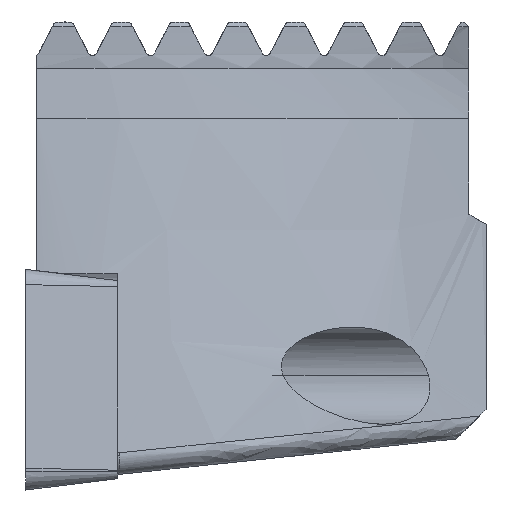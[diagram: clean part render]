
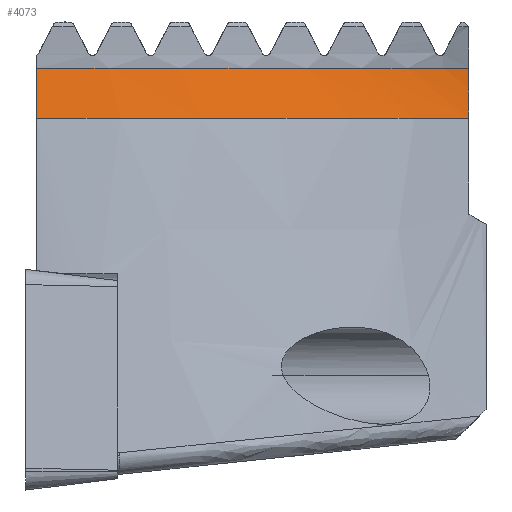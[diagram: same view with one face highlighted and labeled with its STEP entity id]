
A CAD part, left-side view. The second image highlights one B-rep face of the part: STEP entity #4073.
In plain terms, the highlighted conical face has half-angle 60 degrees and reference radius 19.5 mm.
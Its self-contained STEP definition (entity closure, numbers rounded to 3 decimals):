
#1863=VERTEX_POINT('NONE',#4892);
#2121=EDGE_CURVE('NONE',#4463,#4353,#5169,.F.);
#2767=EDGE_CURVE('NONE',#1863,#4463,#5860,.T.);
#3097=VERTEX_POINT('NONE',#6230);
#3253=EDGE_CURVE('NONE',#3097,#1863,#6398,.F.);
#3383=EDGE_CURVE('NONE',#3097,#4353,#6539,.T.);
#4073=ADVANCED_FACE('NONE',(#7297),#7298,.T.);
#4353=VERTEX_POINT('NONE',#7601);
#4463=VERTEX_POINT('NONE',#7728);
#4892=CARTESIAN_POINT('',(12.764,-19.12,16.039));
#5169=(B_SPLINE_CURVE(2,(#9295,#9296,#9297),.UNSPECIFIED.,.F.,.F.)B_SPLINE_CURVE_WITH_KNOTS((3,3),(2.897,7.188),.UNSPECIFIED.)RATIONAL_B_SPLINE_CURVE((1.008,1.011,1.007))BOUNDED_CURVE()REPRESENTATION_ITEM('')GEOMETRIC_REPRESENTATION_ITEM()CURVE());
#5860=CIRCLE('',#10790,23.243);
#6230=CARTESIAN_POINT('',(21.144,-19.12,18.2));
#6398=(B_SPLINE_CURVE(2,(#12264,#12265,#12266),.UNSPECIFIED.,.F.,.F.)B_SPLINE_CURVE_WITH_KNOTS((3,3),(2.797,11.268),.UNSPECIFIED.)RATIONAL_B_SPLINE_CURVE((1.052,1.124,1.155))BOUNDED_CURVE()REPRESENTATION_ITEM('')GEOMETRIC_REPRESENTATION_ITEM()CURVE());
#6539=CIRCLE('',#12688,19.5);
#7297=FACE_OUTER_BOUND('',#15832,.T.);
#7298=CONICAL_SURFACE('',#15833,19.5,1.047);
#7601=CARTESIAN_POINT('',(7.,-0.47,18.2));
#7728=CARTESIAN_POINT('',(3.257,-0.47,16.039));
#9295=CARTESIAN_POINT('',(7.,-0.47,18.2));
#9296=CARTESIAN_POINT('',(5.293,-0.47,17.214));
#9297=CARTESIAN_POINT('',(3.257,-0.47,16.039));
#10790=AXIS2_PLACEMENT_3D('',#18367,#18368,#18369);
#12264=CARTESIAN_POINT('',(12.764,-19.12,16.039));
#12265=CARTESIAN_POINT('',(17.321,-19.12,17.594));
#12266=CARTESIAN_POINT('',(21.144,-19.12,18.2));
#12688=AXIS2_PLACEMENT_3D('',#19113,#19114,#19115);
#15832=EDGE_LOOP('',(#19943,#19944,#19945,#19946));
#15833=AXIS2_PLACEMENT_3D('',#19947,#19948,#19949);
#18367=CARTESIAN_POINT('',(26.5,-0.37,16.039));
#18368=DIRECTION('',(0.,0.,-1.0));
#18369=DIRECTION('',(-1.0,0.,0.));
#19113=CARTESIAN_POINT('',(26.5,-0.37,18.2));
#19114=DIRECTION('',(0.,0.,-1.0));
#19115=DIRECTION('',(-1.0,0.,0.));
#19943=ORIENTED_EDGE('',*,*,#3253,.F.);
#19944=ORIENTED_EDGE('',*,*,#3383,.T.);
#19945=ORIENTED_EDGE('',*,*,#2121,.F.);
#19946=ORIENTED_EDGE('',*,*,#2767,.F.);
#19947=CARTESIAN_POINT('',(26.5,-0.37,18.2));
#19948=DIRECTION('',(0.,0.,-1.0));
#19949=DIRECTION('',(-1.0,0.,0.));
